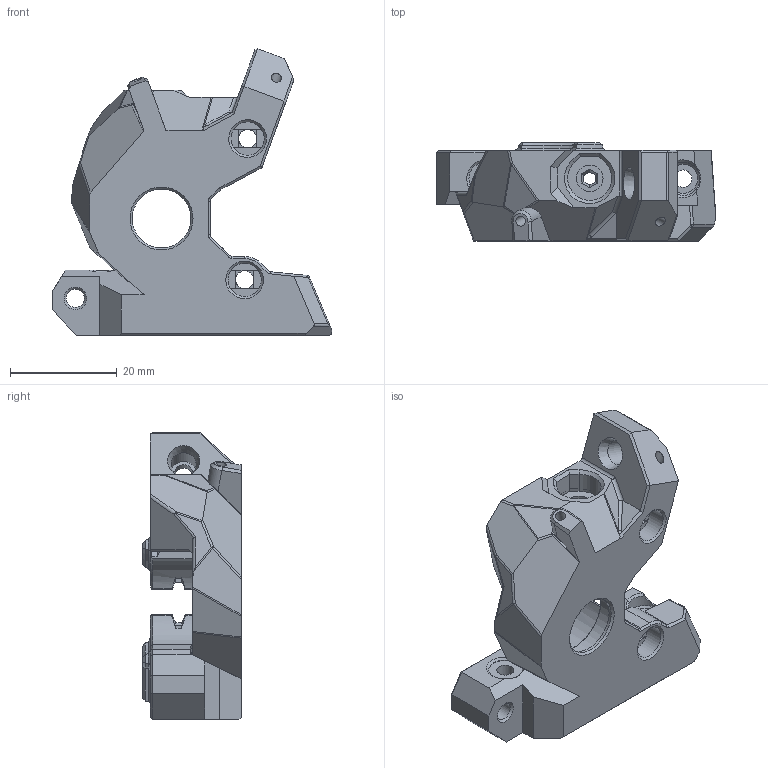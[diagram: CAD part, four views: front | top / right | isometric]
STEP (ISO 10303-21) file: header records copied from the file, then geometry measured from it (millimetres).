
FILE_DESCRIPTION(/* description */ ('STEP AP242','CAx-IF Rec.Pracs.---Representation and Presentation of Product Manufacturing Information (PMI)---4.0---2014-10-13','CAx-IF Rec.Pracs.---3D Tessellated Geometry---0.4---2014-09-14','2;1'),/* implementation_level */ '2;1');
FILE_NAME(/* name */ '67ccf5f21ec0ed3d7ef435c6',/* time_stamp */ '2025-03-09T01:59:15Z',/* author */ (''),/* organization */ (''),/* preprocessor_version */ 'ST-DEVELOPER v20',/* originating_system */ 'ONSHAPE BY PTC INC, 1.194',/* authorisation */ ' ');
FILE_SCHEMA (('AP242_MANAGED_MODEL_BASED_3D_ENGINEERING_MIM_LF { 1 0 10303 442 1 1 4 }'));
Length unit declared in the file: metre
Products named in the file (1): Front_Body v6
Bounding box: 52.41 x 18.39 x 53.69 mm (x, y, z)
Volume: 15734.5 mm3; surface area: 8846.7 mm2
Topology: 1 solids, 2 shells, 392 faces, 1056 edges, 672 vertices
Faces by surface type: plane 246, cylinder 73, cone 58, bspline 9, sphere 6
Full cylindrical faces by diameter (mm): 1.8 x4, 1.9 x2, 3.2 x1, 3.3 x1, 3.4 x4, 4.4 x1, 4.7 x1, 5 x1, 6 x2, 6.25 x4, 11 x1, 14.2 x1
Entity records: 13192 total; most frequent: CARTESIAN_POINT 3574, DIRECTION 1996, ORIENTED_EDGE 1962, EDGE_CURVE 981, AXIS2_PLACEMENT_3D 681, VERTEX_POINT 643, LINE 634, VECTOR 634
